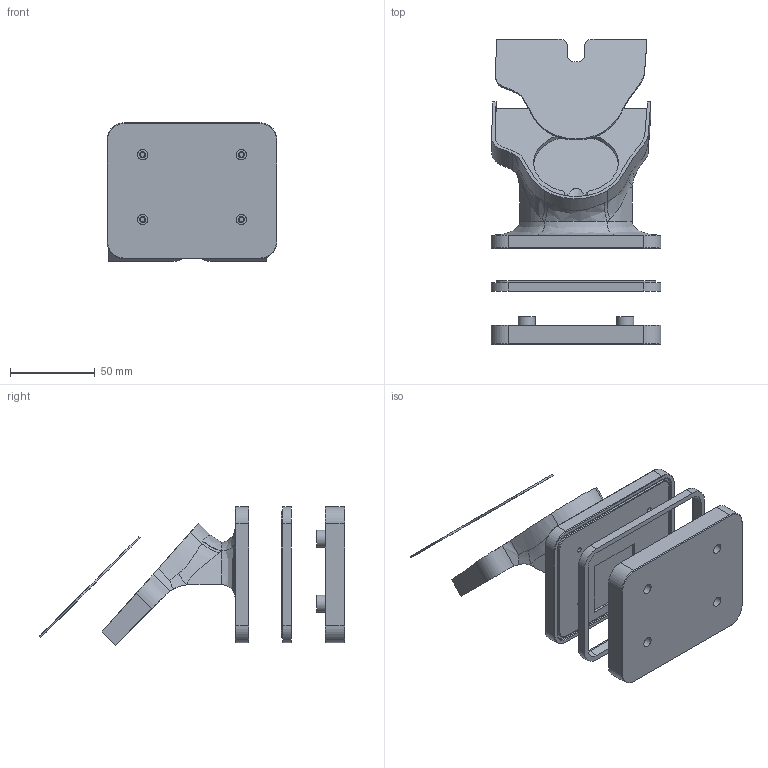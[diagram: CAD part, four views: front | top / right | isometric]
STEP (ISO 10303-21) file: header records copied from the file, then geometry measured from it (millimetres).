
FILE_DESCRIPTION(/* description */ ('','CAx-IF Rec.Pracs.---Representation and Presentation of Product Manufacturing Information (PMI)---4.0---2014-10-13'),/* implementation_level */ '2;1');
FILE_NAME(/* name */ 'Dark core holder v29.step',/* time_stamp */ '2025-02-16T09:52:58-05:00',/* author */ (''),/* organization */ (''),/* preprocessor_version */ 'ST-DEVELOPER v20',/* originating_system */ 'Autodesk Translation Framework v13.20.0.188',/* authorisation */ '');
FILE_SCHEMA (('AP242_MANAGED_MODEL_BASED_3D_ENGINEERING_MIM_LF { 1 0 10303 442 1 1 4 }'));
Length unit declared in the file: millimetre
Products named in the file (1): Dark core holder
Bounding box: 100 x 179.89 x 81.46 mm (x, y, z)
Volume: 171349.1 mm3; surface area: 81798.1 mm2
Topology: 4 solids, 4 shells, 260 faces, 659 edges, 421 vertices
Faces by surface type: plane 132, cylinder 65, bspline 33, cone 29, torus 1
Full cylindrical faces by diameter (mm): 2.75 x4, 3.5 x4, 5 x1, 6 x4, 10 x4
Entity records: 12193 total; most frequent: CARTESIAN_POINT 5973, ORIENTED_EDGE 1318, DIRECTION 1220, EDGE_CURVE 659, VERTEX_POINT 421, AXIS2_PLACEMENT_3D 413, LINE 394, VECTOR 394
